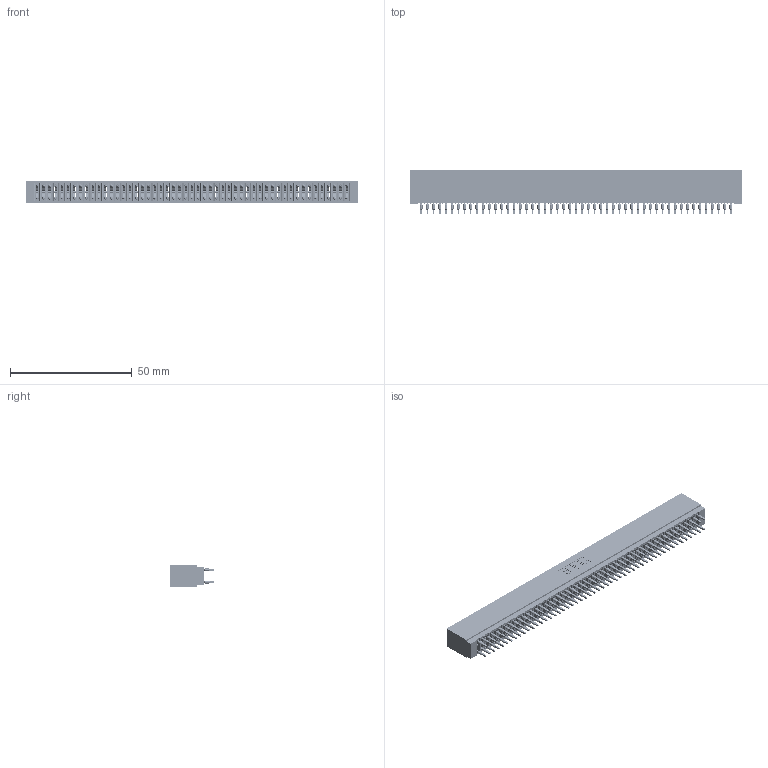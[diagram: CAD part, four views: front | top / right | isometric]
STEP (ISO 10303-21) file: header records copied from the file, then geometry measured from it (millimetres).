
FILE_DESCRIPTION (( 'STEP AP203' ), '1' );
FILE_NAME ('725-102-520-201.STEP', '2018-08-15T00:56:15', ( '' ), ( '' ), 'SwSTEP 2.0', 'SolidWorks 2016', '' );
FILE_SCHEMA (( 'CONFIG_CONTROL_DESIGN' ));
Length unit declared in the file: inch
Products named in the file (3): 725 Part_Insulator Option - 01; 745-292-001_520; 725-102-520-201
Assembly tree (103 placements, depth 2):
  725-102-520-201
    725 Part_Insulator Option - 01
    745-292-001_520  x102
Bounding box: 136.14 x 18.41 x 8.89 mm (x, y, z)
Volume: 10649.6 mm3; surface area: 22184.9 mm2
Topology: 103 solids, 103 shells, 9224 faces, 24785 edges, 15570 vertices
Faces by surface type: plane 4747, bspline 2040, cylinder 1825, torus 612
Entity records: 84601 total; most frequent: CARTESIAN_POINT 15171, ORIENTED_EDGE 14624, DIRECTION 12770, EDGE_CURVE 7312, VECTOR 6824, LINE 6824, VERTEX_POINT 4662, AXIS2_PLACEMENT_3D 2973
